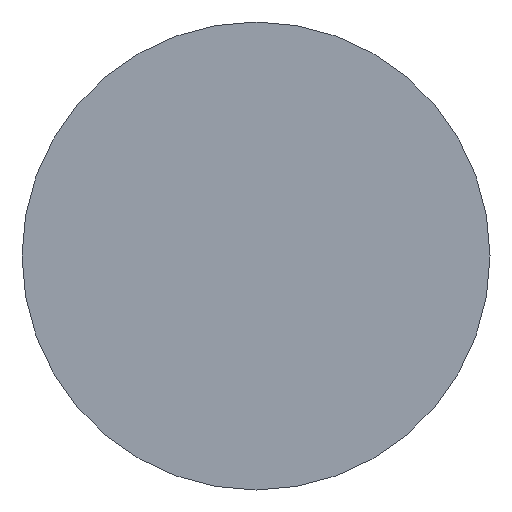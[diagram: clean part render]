
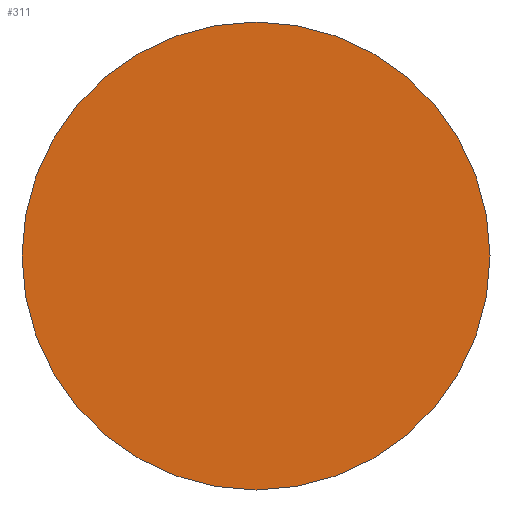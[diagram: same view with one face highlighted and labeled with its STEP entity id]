
A CAD part, front view. The second image highlights one B-rep face of the part: STEP entity #311.
In plain terms, the highlighted planar face has unit normal (0, -1, 0).
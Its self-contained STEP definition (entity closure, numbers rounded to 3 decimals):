
#254=CARTESIAN_POINT('Vertex',(-40.,-150.,0.)) ;
#259=CARTESIAN_POINT('Axis2P3D Location',(0.,-150.,0.)) ;
#263=CARTESIAN_POINT('Vertex',(40.,-150.,0.)) ;
#285=CARTESIAN_POINT('Axis2P3D Location',(0.,-150.,0.)) ;
#302=CARTESIAN_POINT('Axis2P3D Location',(0.,-150.,0.)) ;
#260=DIRECTION('Axis2P3D Direction',(0.,1.,0.)) ;
#286=DIRECTION('Axis2P3D Direction',(0.,1.,0.)) ;
#303=DIRECTION('Axis2P3D Direction',(0.,1.,0.)) ;
#304=DIRECTION('Axis2P3D XDirection',(-1.,0.,0.)) ;
#261=AXIS2_PLACEMENT_3D('Circle Axis2P3D',#259,#260,$) ;
#287=AXIS2_PLACEMENT_3D('Circle Axis2P3D',#285,#286,$) ;
#305=AXIS2_PLACEMENT_3D('Plane Axis2P3D',#302,#303,#304) ;
#262=CIRCLE('generated circle',#261,40.) ;
#288=CIRCLE('generated circle',#287,40.) ;
#306=PLANE('',#305) ;
#265=EDGE_CURVE('',#255,#264,#262,.T.) ;
#289=EDGE_CURVE('',#264,#255,#288,.T.) ;
#308=ORIENTED_EDGE('',*,*,#289,.F.) ;
#309=ORIENTED_EDGE('',*,*,#265,.F.) ;
#307=EDGE_LOOP('',(#308,#309)) ;
#255=VERTEX_POINT('',#254) ;
#264=VERTEX_POINT('',#263) ;
#311=ADVANCED_FACE('Corps principal',(#310),#306,.F.) ;
#310=FACE_OUTER_BOUND('',#307,.T.) ;
